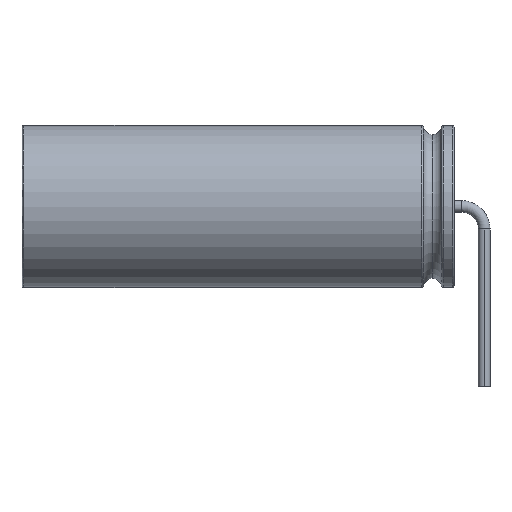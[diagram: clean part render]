
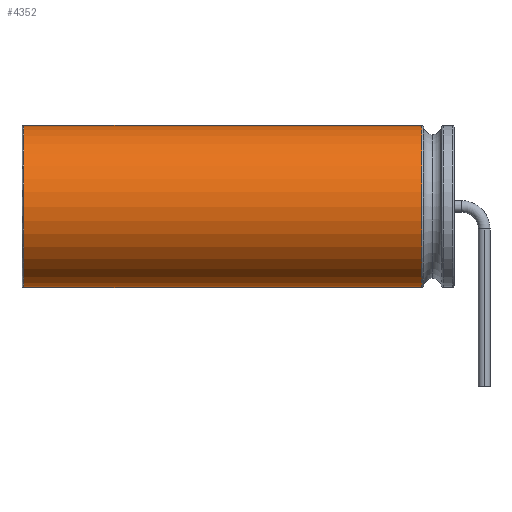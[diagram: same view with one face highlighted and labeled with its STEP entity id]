
A CAD part, left-side view. The second image highlights one B-rep face of the part: STEP entity #4352.
In plain terms, the highlighted cylindrical face has radius 4.5 mm (diameter 9 mm), a partial arc.
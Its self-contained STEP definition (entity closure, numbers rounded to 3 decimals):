
#437 = CARTESIAN_POINT ( 'NONE',  ( -4., 23.9, -4.5 ) ) ;
#472 = CIRCLE ( 'NONE', #3989, 4.5 ) ;
#517 = VERTEX_POINT ( 'NONE', #2368 ) ;
#618 = CARTESIAN_POINT ( 'NONE',  ( -4., 23.9, 0. ) ) ;
#673 = LINE ( 'NONE', #1605, #2502 ) ;
#733 = DIRECTION ( 'NONE',  ( 0., 0., 1. ) ) ;
#861 = CIRCLE ( 'NONE', #1573, 4.5 ) ;
#994 = LINE ( 'NONE', #5345, #4363 ) ;
#1123 = VERTEX_POINT ( 'NONE', #6229 ) ;
#1340 = ORIENTED_EDGE ( 'NONE', *, *, #3876, .T. ) ;
#1443 = ORIENTED_EDGE ( 'NONE', *, *, #4398, .T. ) ;
#1464 = AXIS2_PLACEMENT_3D ( 'NONE', #2468, #4401, #2500 ) ;
#1573 = AXIS2_PLACEMENT_3D ( 'NONE', #618, #2534, #733 ) ;
#1605 = CARTESIAN_POINT ( 'NONE',  ( -4., 24., 4.5 ) ) ;
#1696 = ORIENTED_EDGE ( 'NONE', *, *, #2120, .F. ) ;
#2120 = EDGE_CURVE ( 'NONE', #4068, #517, #673, .T. ) ;
#2368 = CARTESIAN_POINT ( 'NONE',  ( -4., 1.796, 4.5 ) ) ;
#2468 = CARTESIAN_POINT ( 'NONE',  ( -4., 24., 0. ) ) ;
#2500 = DIRECTION ( 'NONE',  ( 0., 0., -1. ) ) ;
#2502 = VECTOR ( 'NONE', #5006, 1000. ) ;
#2534 = DIRECTION ( 'NONE',  ( 0., -1., 0. ) ) ;
#3164 = DIRECTION ( 'NONE',  ( 0., 1., 0. ) ) ;
#3372 = CARTESIAN_POINT ( 'NONE',  ( -4., 23.9, 4.5 ) ) ;
#3876 = EDGE_CURVE ( 'NONE', #4865, #1123, #994, .T. ) ;
#3989 = AXIS2_PLACEMENT_3D ( 'NONE', #4145, #3164, #6076 ) ;
#4068 = VERTEX_POINT ( 'NONE', #3372 ) ;
#4145 = CARTESIAN_POINT ( 'NONE',  ( -4., 1.796, 0. ) ) ;
#4352 = ADVANCED_FACE ( 'NONE', ( #4886 ), #4918, .T. ) ;
#4363 = VECTOR ( 'NONE', #5472, 1000. ) ;
#4398 = EDGE_CURVE ( 'NONE', #4068, #4865, #861, .T. ) ;
#4401 = DIRECTION ( 'NONE',  ( 0., -1., 0. ) ) ;
#4480 = EDGE_CURVE ( 'NONE', #1123, #517, #472, .T. ) ;
#4865 = VERTEX_POINT ( 'NONE', #437 ) ;
#4886 = FACE_OUTER_BOUND ( 'NONE', #5921, .T. ) ;
#4918 = CYLINDRICAL_SURFACE ( 'NONE', #1464, 4.5 ) ;
#5006 = DIRECTION ( 'NONE',  ( 0., -1., 0. ) ) ;
#5082 = ORIENTED_EDGE ( 'NONE', *, *, #4480, .T. ) ;
#5345 = CARTESIAN_POINT ( 'NONE',  ( -4., 24., -4.5 ) ) ;
#5472 = DIRECTION ( 'NONE',  ( 0., -1., 0. ) ) ;
#5921 = EDGE_LOOP ( 'NONE', ( #1340, #5082, #1696, #1443 ) ) ;
#6076 = DIRECTION ( 'NONE',  ( 0., 0., 1. ) ) ;
#6229 = CARTESIAN_POINT ( 'NONE',  ( -4., 1.796, -4.5 ) ) ;
